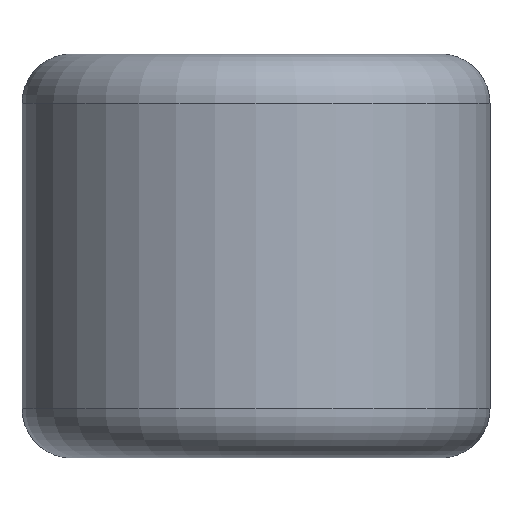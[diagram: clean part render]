
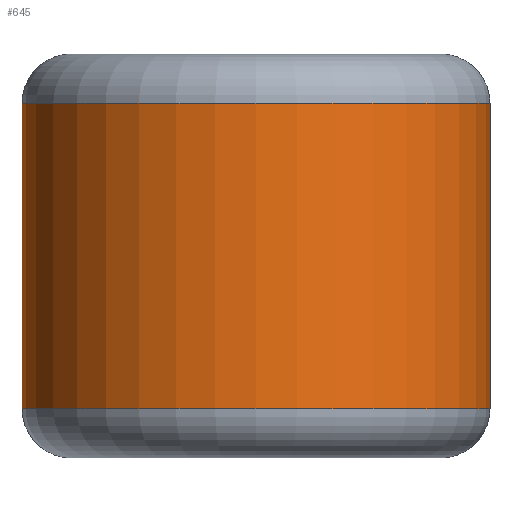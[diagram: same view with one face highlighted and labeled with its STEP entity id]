
A CAD part, front view. The second image highlights one B-rep face of the part: STEP entity #645.
In plain terms, the highlighted cylindrical face has radius 4.75 mm (diameter 9.5 mm), a partial arc.
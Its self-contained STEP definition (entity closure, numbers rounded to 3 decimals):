
#13 = DIRECTION ( 'NONE',  ( 0., 0., -1. ) ) ;
#25 = VERTEX_POINT ( 'NONE', #584 ) ;
#68 = CARTESIAN_POINT ( 'NONE',  ( 9.5, 0., 7.2 ) ) ;
#76 = CARTESIAN_POINT ( 'NONE',  ( 0., 0., 1. ) ) ;
#109 = CARTESIAN_POINT ( 'NONE',  ( 0., 0., 8.2 ) ) ;
#121 = AXIS2_PLACEMENT_3D ( 'NONE', #136, #135, #151 ) ;
#135 = DIRECTION ( 'NONE',  ( 0., 0., -1. ) ) ;
#136 = CARTESIAN_POINT ( 'NONE',  ( 4.75, 0., 8.2 ) ) ;
#151 = DIRECTION ( 'NONE',  ( -1., 0., 0. ) ) ;
#152 = EDGE_CURVE ( 'NONE', #676, #25, #427, .T. ) ;
#162 = EDGE_CURVE ( 'NONE', #699, #473, #421, .T. ) ;
#177 = DIRECTION ( 'NONE',  ( 0., 0., 1. ) ) ;
#204 = EDGE_CURVE ( 'NONE', #699, #25, #410, .T. ) ;
#279 = AXIS2_PLACEMENT_3D ( 'NONE', #617, #177, #607 ) ;
#302 = CARTESIAN_POINT ( 'NONE',  ( 9.5, 0., 8.2 ) ) ;
#308 = CYLINDRICAL_SURFACE ( 'NONE', #121, 4.75 ) ;
#315 = FACE_OUTER_BOUND ( 'NONE', #487, .T. ) ;
#323 = DIRECTION ( 'NONE',  ( -1., 0., 0. ) ) ;
#332 = CARTESIAN_POINT ( 'NONE',  ( 0., 0., 7.2 ) ) ;
#359 = DIRECTION ( 'NONE',  ( 0., 0., -1. ) ) ;
#370 = CARTESIAN_POINT ( 'NONE',  ( 4.75, 0., 7.2 ) ) ;
#382 = VECTOR ( 'NONE', #419, 1000. ) ;
#387 = LINE ( 'NONE', #109, #382 ) ;
#408 = VECTOR ( 'NONE', #13, 1000. ) ;
#410 = LINE ( 'NONE', #302, #408 ) ;
#414 = AXIS2_PLACEMENT_3D ( 'NONE', #370, #359, #323 ) ;
#419 = DIRECTION ( 'NONE',  ( 0., 0., -1. ) ) ;
#421 = CIRCLE ( 'NONE', #414, 4.75 ) ;
#427 = CIRCLE ( 'NONE', #279, 4.75 ) ;
#437 = EDGE_CURVE ( 'NONE', #473, #676, #387, .T. ) ;
#467 = ORIENTED_EDGE ( 'NONE', *, *, #437, .T. ) ;
#473 = VERTEX_POINT ( 'NONE', #332 ) ;
#487 = EDGE_LOOP ( 'NONE', ( #467, #495, #685, #689 ) ) ;
#495 = ORIENTED_EDGE ( 'NONE', *, *, #152, .T. ) ;
#584 = CARTESIAN_POINT ( 'NONE',  ( 9.5, 0., 1. ) ) ;
#607 = DIRECTION ( 'NONE',  ( -1., 0., 0. ) ) ;
#617 = CARTESIAN_POINT ( 'NONE',  ( 4.75, 0., 1. ) ) ;
#645 = ADVANCED_FACE ( 'NONE', ( #315 ), #308, .T. ) ;
#676 = VERTEX_POINT ( 'NONE', #76 ) ;
#685 = ORIENTED_EDGE ( 'NONE', *, *, #204, .F. ) ;
#689 = ORIENTED_EDGE ( 'NONE', *, *, #162, .T. ) ;
#699 = VERTEX_POINT ( 'NONE', #68 ) ;
